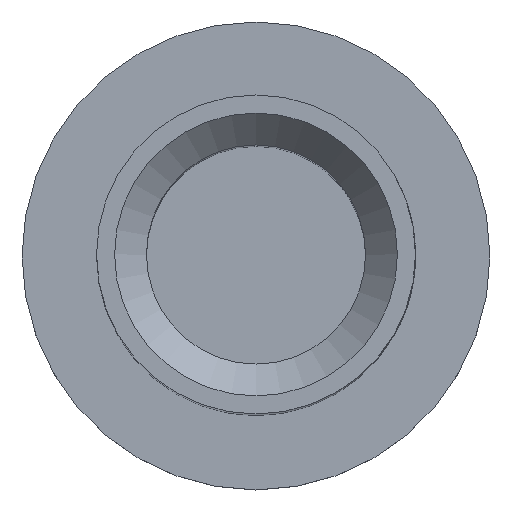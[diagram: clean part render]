
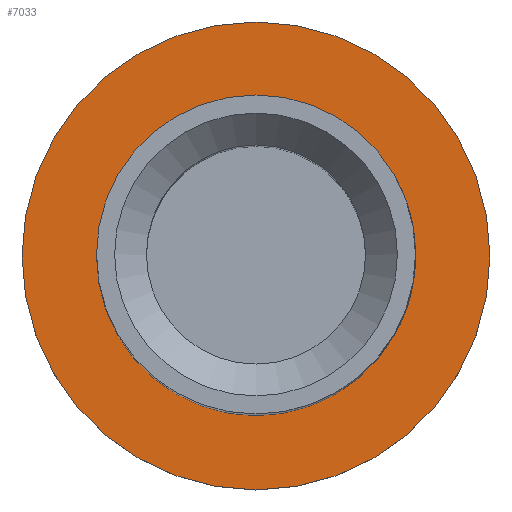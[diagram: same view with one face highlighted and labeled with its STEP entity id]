
A CAD part, top view. The second image highlights one B-rep face of the part: STEP entity #7033.
In plain terms, the highlighted planar face has unit normal (0, 0, 1).
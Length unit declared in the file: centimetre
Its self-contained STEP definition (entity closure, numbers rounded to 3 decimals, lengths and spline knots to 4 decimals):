
#2556=VERTEX_POINT('',#13152);
#2557=VERTEX_POINT('',#13154);
#2618=CIRCLE('',#7280,0.2794);
#2619=CIRCLE('',#7281,0.1905);
#3665=EDGE_CURVE('',#2556,#2556,#2618,.T.);
#3666=EDGE_CURVE('',#2557,#2557,#2619,.T.);
#5449=ORIENTED_EDGE('',*,*,#3665,.F.);
#5450=ORIENTED_EDGE('',*,*,#3666,.F.);
#6171=EDGE_LOOP('',(#5449));
#6172=EDGE_LOOP('',(#5450));
#6612=FACE_BOUND('',#6171,.T.);
#6613=FACE_BOUND('',#6172,.T.);
#7033=ADVANCED_FACE('',(#6612,#6613),#13351,.F.);
#7279=AXIS2_PLACEMENT_3D('',#13150,#8148,$);
#7280=AXIS2_PLACEMENT_3D('',#13151,#8149,#8150);
#7281=AXIS2_PLACEMENT_3D('',#13153,#8151,#8152);
#8148=DIRECTION('',(0.,0.,-1.));
#8149=DIRECTION('',(0.,0.,-1.));
#8150=DIRECTION('',(-0.279,0.,0.));
#8151=DIRECTION('',(0.,0.,1.));
#8152=DIRECTION('',(0.191,0.,0.));
#13150=CARTESIAN_POINT('',(0.,0.,0.));
#13151=CARTESIAN_POINT('',(0.,0.,0.));
#13152=CARTESIAN_POINT('',(-0.2794,0.,0.));
#13153=CARTESIAN_POINT('',(0.,0.,0.));
#13154=CARTESIAN_POINT('',(0.1905,0.,0.));
#13351=PLANE('',#7279);
